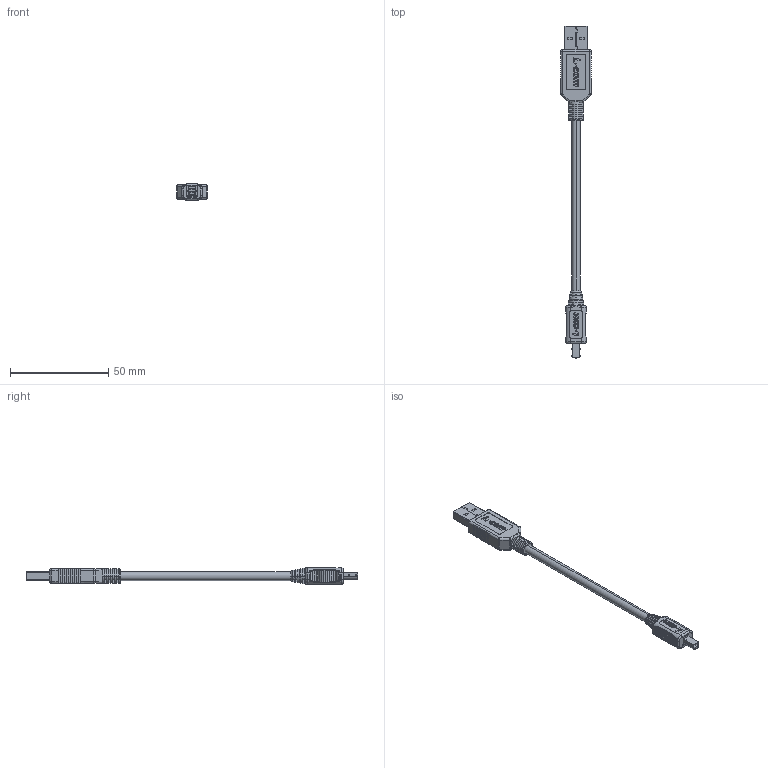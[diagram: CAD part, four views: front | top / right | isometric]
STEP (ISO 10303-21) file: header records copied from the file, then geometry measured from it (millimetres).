
FILE_DESCRIPTION (( 'STEP AP214' ), '1' );
FILE_NAME ('CSMUAMB4.STEP', '2010-03-22T18:55:30', ( 'Windows XP Mode' ), ( '' ), 'SwSTEP 2.0', 'SolidWorks 2008', '' );
FILE_SCHEMA (( 'AUTOMOTIVE_DESIGN' ));
Length unit declared in the file: inch
Products named in the file (16): 1AA05-005 MA3; 1AA05-005 MA2; 1AA05-005; 1AA05-005 MA1; 1AA05-003-MA5; MTN-161; 3AB06-029; MTN-151; CSMUAMB4; 1AA05-003_CRIMPED; 3AB06-025; CSMUAMB4-MA1; 1AA05-003-MA4; 1AA05-003-MA3; 1AA05-003-MA2_CRIMPED; 1AA05-003-MA1
Assembly tree (18 placements, depth 4):
  CSMUAMB4
    3AB06-029
      MTN-161
      1AA05-005
        1AA05-005 MA1
        1AA05-005 MA3
        1AA05-005 MA2
    3AB06-025
      1AA05-003_CRIMPED
        1AA05-003-MA4  x4
        1AA05-003-MA3
        1AA05-003-MA1
        1AA05-003-MA2_CRIMPED
        1AA05-003-MA5
      MTN-151
    CSMUAMB4-MA1
Bounding box: 15.7 x 169.06 x 8.5 mm (x, y, z)
Volume: 7670.7 mm3; surface area: 9630.1 mm2
Topology: 18 solids, 18 shells, 1397 faces, 3942 edges, 2570 vertices
Faces by surface type: plane 1051, cylinder 232, bspline 78, sphere 22, torus 12, cone 2
Entity records: 51071 total; most frequent: CARTESIAN_POINT 12263, ORIENTED_EDGE 7640, DIRECTION 6634, EDGE_CURVE 3820, LINE 3002, VECTOR 3002, VERTEX_POINT 2510, AXIS2_PLACEMENT_3D 1816
